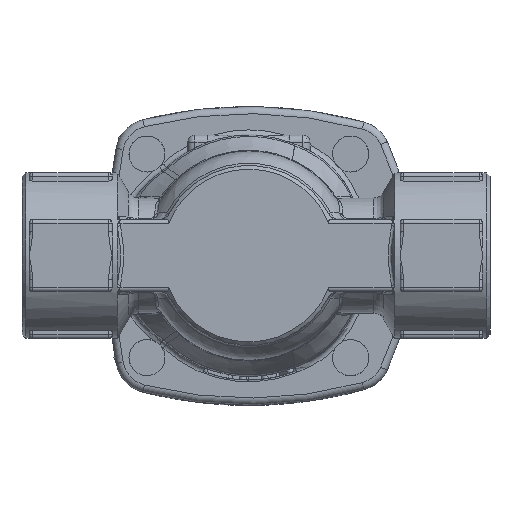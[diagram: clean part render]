
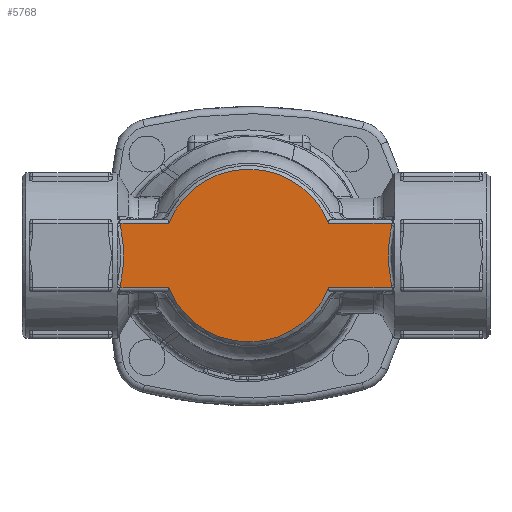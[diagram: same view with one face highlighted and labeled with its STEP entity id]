
A CAD part, top view. The second image highlights one B-rep face of the part: STEP entity #5768.
In plain terms, the highlighted planar face has unit normal (0, 0, 1).
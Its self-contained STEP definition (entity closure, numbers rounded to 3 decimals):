
#804=CARTESIAN_POINT('',(-35.79,-9.,65.0));
#805=VERTEX_POINT('',#804);
#852=CARTESIAN_POINT('',(-35.634,-8.261,65.0));
#853=VERTEX_POINT('',#852);
#861=CARTESIAN_POINT('',(-35.634,8.261,65.0));
#862=VERTEX_POINT('',#861);
#863=CARTESIAN_POINT('',(-35.634,-8.261,65.0));
#864=CARTESIAN_POINT('',(-35.161,-5.931,65.0));
#865=CARTESIAN_POINT('',(-34.454,-0.403,65.));
#866=CARTESIAN_POINT('',(-35.004,5.155,65.0));
#867=CARTESIAN_POINT('',(-35.634,8.261,65.0));
#868=B_SPLINE_CURVE_WITH_KNOTS('',3,(#863,#864,#865,#866,#867),.UNSPECIFIED.,.F.,.U.,(4,1,4),(0.075,0.788,1.739),.UNSPECIFIED.);
#869=EDGE_CURVE('',#853,#862,#868,.T.);
#923=CARTESIAN_POINT('',(-35.79,-9.,65.));
#924=CARTESIAN_POINT('',(-35.736,-8.754,65.));
#925=CARTESIAN_POINT('',(-35.684,-8.508,65.));
#926=CARTESIAN_POINT('',(-35.634,-8.261,65.));
#927=B_SPLINE_CURVE_WITH_KNOTS('',3,(#923,#924,#925,#926),.UNSPECIFIED.,.F.,.U.,(4,4),(0.,0.075),.UNSPECIFIED.);
#928=EDGE_CURVE('',#805,#853,#927,.T.);
#967=CARTESIAN_POINT('',(-35.79,9.,65.0));
#968=VERTEX_POINT('',#967);
#969=CARTESIAN_POINT('',(-35.634,8.261,65.));
#970=CARTESIAN_POINT('',(-35.684,8.508,65.));
#971=CARTESIAN_POINT('',(-35.736,8.754,65.0));
#972=CARTESIAN_POINT('',(-35.79,9.,65.0));
#973=B_SPLINE_CURVE_WITH_KNOTS('',3,(#969,#970,#971,#972),.UNSPECIFIED.,.F.,.U.,(4,4),(0.,0.075),.UNSPECIFIED.);
#974=EDGE_CURVE('',#862,#968,#973,.T.);
#3155=CARTESIAN_POINT('',(39.634,8.261,65.0));
#3156=VERTEX_POINT('',#3155);
#3164=CARTESIAN_POINT('',(39.634,-8.261,65.0));
#3165=VERTEX_POINT('',#3164);
#3166=CARTESIAN_POINT('',(39.634,8.261,65.0));
#3167=CARTESIAN_POINT('',(39.161,5.93,65.0));
#3168=CARTESIAN_POINT('',(38.455,0.404,65.));
#3169=CARTESIAN_POINT('',(39.003,-5.153,65.0));
#3170=CARTESIAN_POINT('',(39.634,-8.261,65.0));
#3171=B_SPLINE_CURVE_WITH_KNOTS('',3,(#3166,#3167,#3168,#3169,#3170),.UNSPECIFIED.,.F.,.U.,(4,1,4),(-2.381,-1.668,-0.717),.UNSPECIFIED.);
#3172=EDGE_CURVE('',#3156,#3165,#3171,.T.);
#3224=CARTESIAN_POINT('',(39.79,9.,65.0));
#3225=VERTEX_POINT('',#3224);
#3233=CARTESIAN_POINT('',(39.79,9.,65.0));
#3234=CARTESIAN_POINT('',(39.736,8.754,65.0));
#3235=CARTESIAN_POINT('',(39.684,8.508,65.0));
#3236=CARTESIAN_POINT('',(39.634,8.261,65.0));
#3237=B_SPLINE_CURVE_WITH_KNOTS('',3,(#3233,#3234,#3235,#3236),.UNSPECIFIED.,.F.,.U.,(4,4),(-2.456,-2.381),.UNSPECIFIED.);
#3238=EDGE_CURVE('',#3225,#3156,#3237,.T.);
#3277=CARTESIAN_POINT('',(39.79,-9.,65.0));
#3278=VERTEX_POINT('',#3277);
#3279=CARTESIAN_POINT('',(39.634,-8.261,65.0));
#3280=CARTESIAN_POINT('',(39.684,-8.508,65.0));
#3281=CARTESIAN_POINT('',(39.736,-8.754,65.0));
#3282=CARTESIAN_POINT('',(39.79,-9.,65.0));
#3283=B_SPLINE_CURVE_WITH_KNOTS('',3,(#3279,#3280,#3281,#3282),.UNSPECIFIED.,.F.,.U.,(4,4),(2.377,2.452),.UNSPECIFIED.);
#3284=EDGE_CURVE('',#3165,#3278,#3283,.T.);
#5685=CARTESIAN_POINT('',(22.249,-9.,65.0));
#5686=VERTEX_POINT('',#5685);
#5687=CARTESIAN_POINT('',(39.79,-9.0,65.0));
#5688=DIRECTION('',(-1.0,0.0,0.0));
#5689=VECTOR('',#5688,17.541);
#5690=LINE('',#5687,#5689);
#5691=EDGE_CURVE('',#3278,#5686,#5690,.T.);
#5716=CARTESIAN_POINT('',(-12.5,0.0,65.0));
#5717=DIRECTION('',(0.0,0.0,1.0));
#5718=DIRECTION('',(1.0,0.0,0.0));
#5719=AXIS2_PLACEMENT_3D('',#5716,#5717,#5718);
#5720=PLANE('',#5719);
#5721=ORIENTED_EDGE('',*,*,#928,.F.);
#5722=CARTESIAN_POINT('',(-22.249,-9.,65.0));
#5723=VERTEX_POINT('',#5722);
#5724=CARTESIAN_POINT('',(-22.249,-9.0,65.0));
#5725=DIRECTION('',(-1.0,0.0,0.0));
#5726=VECTOR('',#5725,13.541);
#5727=LINE('',#5724,#5726);
#5728=EDGE_CURVE('',#5723,#805,#5727,.T.);
#5729=ORIENTED_EDGE('',*,*,#5728,.F.);
#5730=CARTESIAN_POINT('',(0.,0.0,65.0));
#5731=DIRECTION('',(0.0,0.0,-1.0));
#5732=DIRECTION('',(-1.0,0.0,0.0));
#5733=AXIS2_PLACEMENT_3D('',#5730,#5731,#5732);
#5734=CIRCLE('',#5733,24.0);
#5735=EDGE_CURVE('',#5686,#5723,#5734,.T.);
#5736=ORIENTED_EDGE('',*,*,#5735,.F.);
#5737=ORIENTED_EDGE('',*,*,#5691,.F.);
#5738=ORIENTED_EDGE('',*,*,#3284,.F.);
#5739=ORIENTED_EDGE('',*,*,#3172,.F.);
#5740=ORIENTED_EDGE('',*,*,#3238,.F.);
#5741=CARTESIAN_POINT('',(22.249,9.,65.0));
#5742=VERTEX_POINT('',#5741);
#5743=CARTESIAN_POINT('',(22.249,9.0,65.0));
#5744=DIRECTION('',(1.0,0.0,0.0));
#5745=VECTOR('',#5744,17.541);
#5746=LINE('',#5743,#5745);
#5747=EDGE_CURVE('',#5742,#3225,#5746,.T.);
#5748=ORIENTED_EDGE('',*,*,#5747,.F.);
#5749=CARTESIAN_POINT('',(-22.249,9.,65.0));
#5750=VERTEX_POINT('',#5749);
#5751=CARTESIAN_POINT('',(0.,0.0,65.0));
#5752=DIRECTION('',(0.0,0.0,-1.0));
#5753=DIRECTION('',(-1.0,0.0,0.0));
#5754=AXIS2_PLACEMENT_3D('',#5751,#5752,#5753);
#5755=CIRCLE('',#5754,24.0);
#5756=EDGE_CURVE('',#5750,#5742,#5755,.T.);
#5757=ORIENTED_EDGE('',*,*,#5756,.F.);
#5758=CARTESIAN_POINT('',(-35.79,9.0,65.0));
#5759=DIRECTION('',(1.0,0.0,0.0));
#5760=VECTOR('',#5759,13.541);
#5761=LINE('',#5758,#5760);
#5762=EDGE_CURVE('',#968,#5750,#5761,.T.);
#5763=ORIENTED_EDGE('',*,*,#5762,.F.);
#5764=ORIENTED_EDGE('',*,*,#974,.F.);
#5765=ORIENTED_EDGE('',*,*,#869,.F.);
#5766=EDGE_LOOP('',(#5721,#5729,#5736,#5737,#5738,#5739,#5740,#5748,#5757,#5763,#5764,#5765));
#5767=FACE_OUTER_BOUND('',#5766,.T.);
#5768=ADVANCED_FACE('',(#5767),#5720,.T.);
